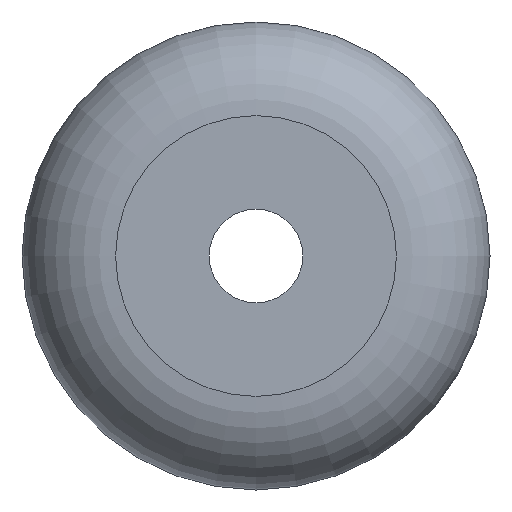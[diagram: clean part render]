
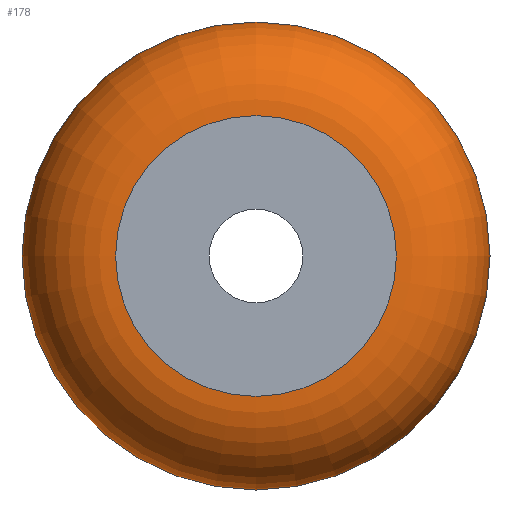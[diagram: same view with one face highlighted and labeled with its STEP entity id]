
A CAD part, front view. The second image highlights one B-rep face of the part: STEP entity #178.
In plain terms, the highlighted toroidal (fillet/blend) face has major radius 7.62 mm and minor radius 5.08 mm.
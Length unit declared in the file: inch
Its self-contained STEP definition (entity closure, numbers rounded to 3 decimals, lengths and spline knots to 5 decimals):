
#16=TOROIDAL_SURFACE('',#211,0.3,0.2);
#41=FACE_OUTER_BOUND('',#56,.T.);
#56=EDGE_LOOP('',(#147,#148,#149,#150,#151));
#84=CIRCLE('',#212,0.3);
#85=CIRCLE('',#213,0.2);
#86=CIRCLE('',#214,0.5);
#87=CIRCLE('',#215,0.5);
#98=VERTEX_POINT('',#324);
#99=VERTEX_POINT('',#326);
#100=VERTEX_POINT('',#328);
#116=EDGE_CURVE('',#98,#98,#84,.T.);
#117=EDGE_CURVE('',#98,#99,#85,.T.);
#118=EDGE_CURVE('',#99,#100,#86,.T.);
#119=EDGE_CURVE('',#100,#99,#87,.T.);
#147=ORIENTED_EDGE('',*,*,#116,.T.);
#148=ORIENTED_EDGE('',*,*,#117,.T.);
#149=ORIENTED_EDGE('',*,*,#118,.T.);
#150=ORIENTED_EDGE('',*,*,#119,.T.);
#151=ORIENTED_EDGE('',*,*,#117,.F.);
#178=ADVANCED_FACE('',(#41),#16,.T.);
#211=AXIS2_PLACEMENT_3D('',#323,#254,#255);
#212=AXIS2_PLACEMENT_3D('',#325,#256,#257);
#213=AXIS2_PLACEMENT_3D('',#327,#258,#259);
#214=AXIS2_PLACEMENT_3D('',#329,#260,#261);
#215=AXIS2_PLACEMENT_3D('',#330,#262,#263);
#254=DIRECTION('center_axis',(0.,-1.,0.));
#255=DIRECTION('ref_axis',(0.,0.,-1.));
#256=DIRECTION('center_axis',(0.,1.,0.));
#257=DIRECTION('ref_axis',(1.,0.,0.));
#258=DIRECTION('center_axis',(-1.,0.,0.));
#259=DIRECTION('ref_axis',(0.,0.,1.));
#260=DIRECTION('center_axis',(0.,-1.,0.));
#261=DIRECTION('ref_axis',(1.,0.,0.));
#262=DIRECTION('center_axis',(0.,-1.,0.));
#263=DIRECTION('ref_axis',(1.,0.,0.));
#323=CARTESIAN_POINT('Origin',(0.,-2.3,0.));
#324=CARTESIAN_POINT('',(0.,-2.5,0.3));
#325=CARTESIAN_POINT('Origin',(0.,-2.5,0.));
#326=CARTESIAN_POINT('',(0.,-2.3,0.5));
#327=CARTESIAN_POINT('Origin',(0.,-2.3,0.3));
#328=CARTESIAN_POINT('',(-0.5,-2.3,0.));
#329=CARTESIAN_POINT('Origin',(0.,-2.3,0.));
#330=CARTESIAN_POINT('Origin',(0.,-2.3,0.));
